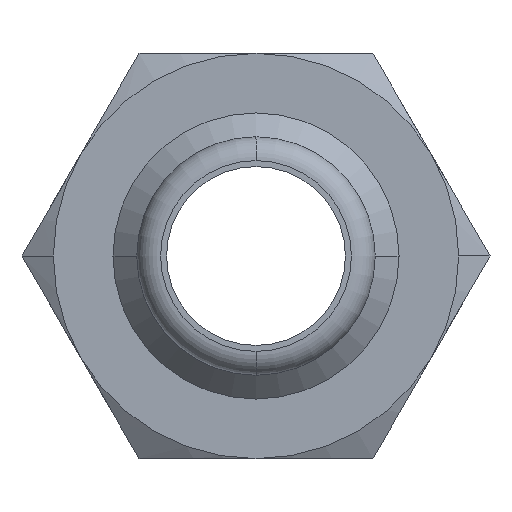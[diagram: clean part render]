
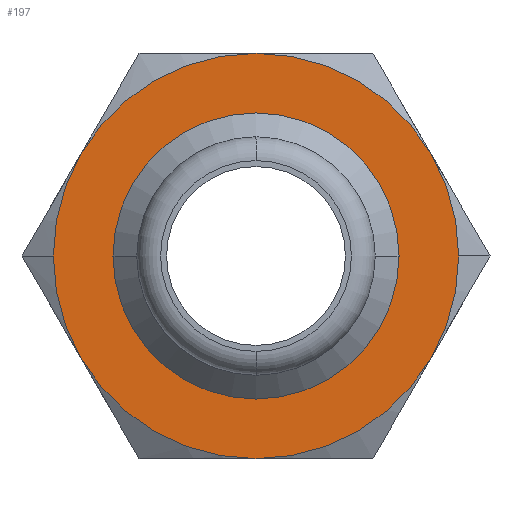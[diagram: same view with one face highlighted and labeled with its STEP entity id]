
A CAD part, front view. The second image highlights one B-rep face of the part: STEP entity #197.
In plain terms, the highlighted planar face has unit normal (0, -1, 0).
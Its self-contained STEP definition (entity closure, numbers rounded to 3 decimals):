
#197=ADVANCED_FACE('',(#422,#423),#424,.T.);
#422=FACE_OUTER_BOUND('',#673,.T.);
#423=FACE_BOUND('',#674,.T.);
#424=PLANE('',#675);
#673=EDGE_LOOP('',(#1165,#1166,#1167,#1168,#1169,#1170,#1171,#1172));
#674=EDGE_LOOP('',(#1173,#1174));
#675=AXIS2_PLACEMENT_3D('',#1175,#1176,#1177);
#1165=ORIENTED_EDGE('',*,*,#1618,.F.);
#1166=ORIENTED_EDGE('',*,*,#1619,.F.);
#1167=ORIENTED_EDGE('',*,*,#1528,.F.);
#1168=ORIENTED_EDGE('',*,*,#1609,.F.);
#1169=ORIENTED_EDGE('',*,*,#1620,.F.);
#1170=ORIENTED_EDGE('',*,*,#1540,.F.);
#1171=ORIENTED_EDGE('',*,*,#1593,.F.);
#1172=ORIENTED_EDGE('',*,*,#1621,.F.);
#1173=ORIENTED_EDGE('',*,*,#1622,.F.);
#1174=ORIENTED_EDGE('',*,*,#1506,.F.);
#1175=CARTESIAN_POINT('',(4.25,20.0,0.0));
#1176=DIRECTION('',(-0.0,-1.0,-0.0));
#1177=DIRECTION('',(-1.0,0.0,0.0));
#1506=EDGE_CURVE('',#1802,#1804,#1805,.T.);
#1528=EDGE_CURVE('',#1836,#1838,#1839,.T.);
#1540=EDGE_CURVE('',#1761,#1739,#1857,.T.);
#1593=EDGE_CURVE('',#1891,#1761,#1929,.T.);
#1609=EDGE_CURVE('',#1947,#1836,#1949,.T.);
#1618=EDGE_CURVE('',#1959,#1960,#1961,.T.);
#1619=EDGE_CURVE('',#1838,#1959,#1962,.T.);
#1620=EDGE_CURVE('',#1739,#1947,#1963,.T.);
#1621=EDGE_CURVE('',#1960,#1891,#1964,.T.);
#1622=EDGE_CURVE('',#1804,#1802,#1965,.T.);
#1739=VERTEX_POINT('',#2124);
#1761=VERTEX_POINT('',#2205);
#1802=VERTEX_POINT('',#2384);
#1804=VERTEX_POINT('',#2387);
#1805=CIRCLE('',#2388,6.0);
#1836=VERTEX_POINT('',#2455);
#1838=VERTEX_POINT('',#2468);
#1839=CIRCLE('',#2469,8.5);
#1857=CIRCLE('',#2498,8.5);
#1891=VERTEX_POINT('',#2538);
#1929=CIRCLE('',#2725,8.5);
#1947=VERTEX_POINT('',#2758);
#1949=CIRCLE('',#2761,8.5);
#1959=VERTEX_POINT('',#2804);
#1960=VERTEX_POINT('',#2805);
#1961=CIRCLE('',#2806,8.5);
#1962=CIRCLE('',#2807,8.5);
#1963=CIRCLE('',#2808,8.5);
#1964=CIRCLE('',#2809,8.5);
#1965=CIRCLE('',#2810,6.0);
#2124=CARTESIAN_POINT('',(-7.361,20.0,-4.25));
#2205=CARTESIAN_POINT('',(0.0,20.0,-8.5));
#2384=CARTESIAN_POINT('',(6.0,20.0,0.));
#2387=CARTESIAN_POINT('',(-6.0,20.0,0.));
#2388=AXIS2_PLACEMENT_3D('',#3029,#3030,#3031);
#2455=CARTESIAN_POINT('',(-7.361,20.0,4.25));
#2468=CARTESIAN_POINT('',(0.,20.0,8.5));
#2469=AXIS2_PLACEMENT_3D('',#3059,#3060,#3061);
#2498=AXIS2_PLACEMENT_3D('',#3086,#3087,#3088);
#2538=CARTESIAN_POINT('',(7.361,20.0,-4.25));
#2725=AXIS2_PLACEMENT_3D('',#3143,#3144,#3145);
#2758=CARTESIAN_POINT('',(-8.5,20.0,0.));
#2761=AXIS2_PLACEMENT_3D('',#3160,#3161,#3162);
#2804=CARTESIAN_POINT('',(7.361,20.0,4.25));
#2805=CARTESIAN_POINT('',(8.5,20.0,0.));
#2806=AXIS2_PLACEMENT_3D('',#3166,#3167,#3168);
#2807=AXIS2_PLACEMENT_3D('',#3169,#3170,#3171);
#2808=AXIS2_PLACEMENT_3D('',#3172,#3173,#3174);
#2809=AXIS2_PLACEMENT_3D('',#3175,#3176,#3177);
#2810=AXIS2_PLACEMENT_3D('',#3178,#3179,#3180);
#3029=CARTESIAN_POINT('',(0.0,20.0,0.0));
#3030=DIRECTION('',(0.0,-1.0,0.0));
#3031=DIRECTION('',(1.0,0.0,0.0));
#3059=CARTESIAN_POINT('',(0.0,20.0,0.0));
#3060=DIRECTION('',(-0.0,1.0,0.0));
#3061=DIRECTION('',(1.0,0.0,0.0));
#3086=CARTESIAN_POINT('',(0.0,20.0,0.0));
#3087=DIRECTION('',(-0.0,1.0,0.0));
#3088=DIRECTION('',(1.0,0.0,0.0));
#3143=CARTESIAN_POINT('',(0.0,20.0,0.0));
#3144=DIRECTION('',(-0.0,1.0,0.0));
#3145=DIRECTION('',(1.0,0.0,0.0));
#3160=CARTESIAN_POINT('',(0.0,20.0,0.0));
#3161=DIRECTION('',(-0.0,1.0,0.0));
#3162=DIRECTION('',(1.0,0.0,0.0));
#3166=CARTESIAN_POINT('',(0.0,20.0,0.0));
#3167=DIRECTION('',(-0.0,1.0,0.0));
#3168=DIRECTION('',(1.0,0.0,0.0));
#3169=CARTESIAN_POINT('',(0.0,20.0,0.0));
#3170=DIRECTION('',(-0.0,1.0,0.0));
#3171=DIRECTION('',(1.0,0.0,0.0));
#3172=CARTESIAN_POINT('',(0.0,20.0,0.0));
#3173=DIRECTION('',(-0.0,1.0,0.0));
#3174=DIRECTION('',(1.0,0.0,0.0));
#3175=CARTESIAN_POINT('',(0.0,20.0,0.0));
#3176=DIRECTION('',(-0.0,1.0,0.0));
#3177=DIRECTION('',(1.0,0.0,0.0));
#3178=CARTESIAN_POINT('',(0.0,20.0,0.0));
#3179=DIRECTION('',(0.0,-1.0,0.0));
#3180=DIRECTION('',(1.0,0.0,0.0));
